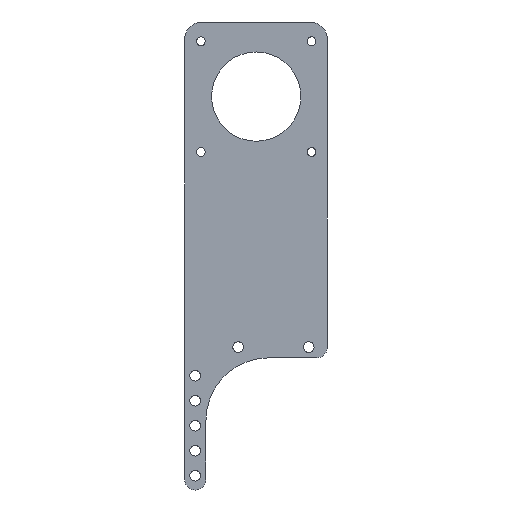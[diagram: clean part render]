
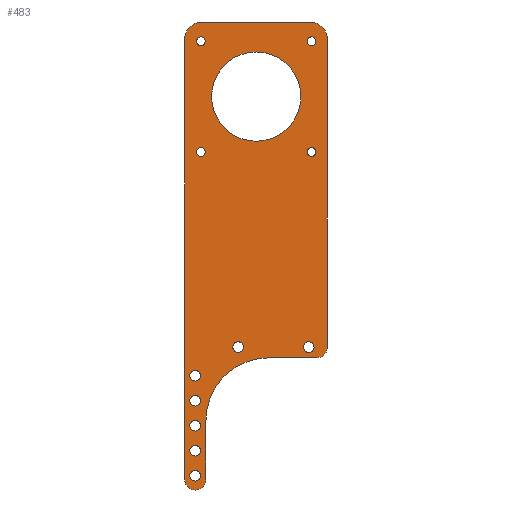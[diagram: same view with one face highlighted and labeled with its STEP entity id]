
A CAD part, front view. The second image highlights one B-rep face of the part: STEP entity #483.
In plain terms, the highlighted planar face has unit normal (0, -1, 0).
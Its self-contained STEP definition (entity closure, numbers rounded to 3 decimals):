
#44=FACE_BOUND('',#101,.T.);
#45=FACE_BOUND('',#102,.T.);
#46=FACE_BOUND('',#103,.T.);
#47=FACE_BOUND('',#104,.T.);
#48=FACE_BOUND('',#105,.T.);
#49=FACE_BOUND('',#106,.T.);
#50=FACE_BOUND('',#107,.T.);
#51=FACE_BOUND('',#108,.T.);
#52=FACE_BOUND('',#109,.T.);
#53=FACE_BOUND('',#110,.T.);
#54=FACE_BOUND('',#111,.T.);
#55=FACE_BOUND('',#112,.T.);
#64=FACE_OUTER_BOUND('',#100,.T.);
#100=EDGE_LOOP('',(#386,#387,#388,#389,#390,#391,#392,#393,#394,#395));
#101=EDGE_LOOP('',(#396));
#102=EDGE_LOOP('',(#397));
#103=EDGE_LOOP('',(#398));
#104=EDGE_LOOP('',(#399));
#105=EDGE_LOOP('',(#400));
#106=EDGE_LOOP('',(#401));
#107=EDGE_LOOP('',(#402));
#108=EDGE_LOOP('',(#403));
#109=EDGE_LOOP('',(#404));
#110=EDGE_LOOP('',(#405));
#111=EDGE_LOOP('',(#406));
#112=EDGE_LOOP('',(#407));
#136=LINE('',#779,#168);
#142=LINE('',#802,#174);
#143=LINE('',#806,#175);
#144=LINE('',#809,#176);
#145=LINE('',#810,#177);
#168=VECTOR('',#627,10.);
#174=VECTOR('',#653,10.);
#175=VECTOR('',#656,10.);
#176=VECTOR('',#659,10.);
#177=VECTOR('',#660,10.);
#209=CIRCLE('',#532,1.23);
#210=CIRCLE('',#534,1.23);
#211=CIRCLE('',#537,5.);
#212=CIRCLE('',#539,5.);
#213=CIRCLE('',#541,1.23);
#214=CIRCLE('',#543,1.23);
#215=CIRCLE('',#545,3.);
#216=CIRCLE('',#546,17.5);
#217=CIRCLE('',#547,3.);
#218=CIRCLE('',#548,1.5);
#219=CIRCLE('',#549,1.5);
#220=CIRCLE('',#550,1.5);
#221=CIRCLE('',#551,1.5);
#222=CIRCLE('',#552,1.5);
#223=CIRCLE('',#553,12.5);
#224=CIRCLE('',#554,1.5);
#225=CIRCLE('',#555,1.5);
#248=VERTEX_POINT('',#768);
#249=VERTEX_POINT('',#772);
#250=VERTEX_POINT('',#776);
#251=VERTEX_POINT('',#778);
#252=VERTEX_POINT('',#782);
#253=VERTEX_POINT('',#786);
#254=VERTEX_POINT('',#790);
#255=VERTEX_POINT('',#794);
#256=VERTEX_POINT('',#798);
#257=VERTEX_POINT('',#799);
#258=VERTEX_POINT('',#801);
#259=VERTEX_POINT('',#803);
#260=VERTEX_POINT('',#805);
#261=VERTEX_POINT('',#807);
#262=VERTEX_POINT('',#811);
#263=VERTEX_POINT('',#813);
#264=VERTEX_POINT('',#815);
#265=VERTEX_POINT('',#817);
#266=VERTEX_POINT('',#819);
#267=VERTEX_POINT('',#821);
#268=VERTEX_POINT('',#823);
#269=VERTEX_POINT('',#825);
#292=EDGE_CURVE('',#248,#248,#209,.T.);
#294=EDGE_CURVE('',#249,#249,#210,.T.);
#297=EDGE_CURVE('',#251,#250,#136,.T.);
#299=EDGE_CURVE('',#252,#251,#211,.T.);
#302=EDGE_CURVE('',#250,#253,#212,.T.);
#304=EDGE_CURVE('',#254,#254,#213,.T.);
#306=EDGE_CURVE('',#255,#255,#214,.T.);
#307=EDGE_CURVE('',#256,#257,#215,.T.);
#308=EDGE_CURVE('',#256,#258,#142,.T.);
#309=EDGE_CURVE('',#258,#259,#216,.T.);
#310=EDGE_CURVE('',#260,#259,#143,.T.);
#311=EDGE_CURVE('',#261,#260,#217,.T.);
#312=EDGE_CURVE('',#261,#252,#144,.T.);
#313=EDGE_CURVE('',#253,#257,#145,.T.);
#314=EDGE_CURVE('',#262,#262,#218,.T.);
#315=EDGE_CURVE('',#263,#263,#219,.T.);
#316=EDGE_CURVE('',#264,#264,#220,.T.);
#317=EDGE_CURVE('',#265,#265,#221,.T.);
#318=EDGE_CURVE('',#266,#266,#222,.T.);
#319=EDGE_CURVE('',#267,#267,#223,.T.);
#320=EDGE_CURVE('',#268,#268,#224,.T.);
#321=EDGE_CURVE('',#269,#269,#225,.T.);
#386=ORIENTED_EDGE('',*,*,#307,.F.);
#387=ORIENTED_EDGE('',*,*,#308,.T.);
#388=ORIENTED_EDGE('',*,*,#309,.T.);
#389=ORIENTED_EDGE('',*,*,#310,.F.);
#390=ORIENTED_EDGE('',*,*,#311,.F.);
#391=ORIENTED_EDGE('',*,*,#312,.T.);
#392=ORIENTED_EDGE('',*,*,#299,.T.);
#393=ORIENTED_EDGE('',*,*,#297,.T.);
#394=ORIENTED_EDGE('',*,*,#302,.T.);
#395=ORIENTED_EDGE('',*,*,#313,.T.);
#396=ORIENTED_EDGE('',*,*,#292,.T.);
#397=ORIENTED_EDGE('',*,*,#294,.T.);
#398=ORIENTED_EDGE('',*,*,#314,.F.);
#399=ORIENTED_EDGE('',*,*,#315,.F.);
#400=ORIENTED_EDGE('',*,*,#316,.F.);
#401=ORIENTED_EDGE('',*,*,#317,.F.);
#402=ORIENTED_EDGE('',*,*,#318,.F.);
#403=ORIENTED_EDGE('',*,*,#319,.T.);
#404=ORIENTED_EDGE('',*,*,#320,.F.);
#405=ORIENTED_EDGE('',*,*,#321,.F.);
#406=ORIENTED_EDGE('',*,*,#306,.T.);
#407=ORIENTED_EDGE('',*,*,#304,.T.);
#470=PLANE('',#544);
#483=ADVANCED_FACE('',(#64,#44,#45,#46,#47,#48,#49,#50,#51,#52,#53,#54,
#55),#470,.F.);
#532=AXIS2_PLACEMENT_3D('',#769,#616,#617);
#534=AXIS2_PLACEMENT_3D('',#773,#621,#622);
#537=AXIS2_PLACEMENT_3D('',#783,#631,#632);
#539=AXIS2_PLACEMENT_3D('',#788,#637,#638);
#541=AXIS2_PLACEMENT_3D('',#792,#642,#643);
#543=AXIS2_PLACEMENT_3D('',#796,#647,#648);
#544=AXIS2_PLACEMENT_3D('',#797,#649,#650);
#545=AXIS2_PLACEMENT_3D('',#800,#651,#652);
#546=AXIS2_PLACEMENT_3D('',#804,#654,#655);
#547=AXIS2_PLACEMENT_3D('',#808,#657,#658);
#548=AXIS2_PLACEMENT_3D('',#812,#661,#662);
#549=AXIS2_PLACEMENT_3D('',#814,#663,#664);
#550=AXIS2_PLACEMENT_3D('',#816,#665,#666);
#551=AXIS2_PLACEMENT_3D('',#818,#667,#668);
#552=AXIS2_PLACEMENT_3D('',#820,#669,#670);
#553=AXIS2_PLACEMENT_3D('',#822,#671,#672);
#554=AXIS2_PLACEMENT_3D('',#824,#673,#674);
#555=AXIS2_PLACEMENT_3D('',#826,#675,#676);
#616=DIRECTION('center_axis',(0.,1.,0.));
#617=DIRECTION('ref_axis',(-1.,0.,0.));
#621=DIRECTION('center_axis',(0.,1.,0.));
#622=DIRECTION('ref_axis',(-1.,0.,0.));
#627=DIRECTION('',(-1.,0.,0.));
#631=DIRECTION('center_axis',(0.,-1.,0.));
#632=DIRECTION('ref_axis',(0.,0.,1.));
#637=DIRECTION('center_axis',(0.,-1.,0.));
#638=DIRECTION('ref_axis',(-1.,0.,0.));
#642=DIRECTION('center_axis',(0.,1.,0.));
#643=DIRECTION('ref_axis',(-1.,0.,0.));
#647=DIRECTION('center_axis',(0.,1.,0.));
#648=DIRECTION('ref_axis',(-1.,0.,0.));
#649=DIRECTION('center_axis',(0.,1.,0.));
#650=DIRECTION('ref_axis',(-1.,0.,0.));
#651=DIRECTION('center_axis',(0.,1.,0.));
#652=DIRECTION('ref_axis',(0.707,0.,-0.707));
#653=DIRECTION('',(0.,0.,1.));
#654=DIRECTION('center_axis',(0.,1.,0.));
#655=DIRECTION('ref_axis',(-1.,0.,0.));
#656=DIRECTION('',(-1.,0.,0.));
#657=DIRECTION('center_axis',(0.,1.,0.));
#658=DIRECTION('ref_axis',(0.707,0.,-0.707));
#659=DIRECTION('',(0.,0.,1.));
#660=DIRECTION('',(0.,0.,-1.));
#661=DIRECTION('center_axis',(0.,-1.,0.));
#662=DIRECTION('ref_axis',(-1.,0.,0.));
#663=DIRECTION('center_axis',(0.,-1.,0.));
#664=DIRECTION('ref_axis',(-1.,0.,0.));
#665=DIRECTION('center_axis',(0.,-1.,0.));
#666=DIRECTION('ref_axis',(-1.,0.,0.));
#667=DIRECTION('center_axis',(0.,-1.,0.));
#668=DIRECTION('ref_axis',(-1.,0.,0.));
#669=DIRECTION('center_axis',(0.,-1.,0.));
#670=DIRECTION('ref_axis',(-1.,0.,0.));
#671=DIRECTION('center_axis',(0.,1.,0.));
#672=DIRECTION('ref_axis',(-1.,0.,0.));
#673=DIRECTION('center_axis',(0.,-1.,0.));
#674=DIRECTION('ref_axis',(-1.,0.,0.));
#675=DIRECTION('center_axis',(0.,-1.,0.));
#676=DIRECTION('ref_axis',(-1.,0.,0.));
#768=CARTESIAN_POINT('',(-49.039,34.,122.4));
#769=CARTESIAN_POINT('Origin',(-50.269,34.,122.4));
#772=CARTESIAN_POINT('',(-18.039,34.,122.4));
#773=CARTESIAN_POINT('Origin',(-19.269,34.,122.4));
#776=CARTESIAN_POINT('',(-49.829,34.,127.776));
#778=CARTESIAN_POINT('',(-19.829,34.,127.776));
#779=CARTESIAN_POINT('',(-19.829,34.,127.776));
#782=CARTESIAN_POINT('',(-14.829,34.,122.776));
#783=CARTESIAN_POINT('Origin',(-19.829,34.,122.776));
#786=CARTESIAN_POINT('',(-54.829,34.,122.776));
#788=CARTESIAN_POINT('Origin',(-49.829,34.,122.776));
#790=CARTESIAN_POINT('',(-49.039,34.,91.4));
#792=CARTESIAN_POINT('Origin',(-50.268,34.,91.4));
#794=CARTESIAN_POINT('',(-18.039,34.,91.4));
#796=CARTESIAN_POINT('Origin',(-19.268,34.,91.4));
#797=CARTESIAN_POINT('Origin',(-34.829,34.,58.776));
#798=CARTESIAN_POINT('',(-48.829,34.,-0.224));
#799=CARTESIAN_POINT('',(-54.829,34.,-0.224));
#800=CARTESIAN_POINT('Origin',(-51.829,34.,-0.224));
#801=CARTESIAN_POINT('',(-48.829,34.,16.276));
#802=CARTESIAN_POINT('',(-48.829,34.,-3.224));
#803=CARTESIAN_POINT('',(-31.329,34.,33.776));
#804=CARTESIAN_POINT('Origin',(-31.329,34.,16.276));
#805=CARTESIAN_POINT('',(-17.829,34.,33.776));
#806=CARTESIAN_POINT('',(-14.829,34.,33.776));
#807=CARTESIAN_POINT('',(-14.829,34.,36.776));
#808=CARTESIAN_POINT('Origin',(-17.829,34.,36.776));
#809=CARTESIAN_POINT('',(-14.829,34.,115.776));
#810=CARTESIAN_POINT('',(-54.829,34.,39.776));
#811=CARTESIAN_POINT('',(-50.329,34.,14.776));
#812=CARTESIAN_POINT('Origin',(-51.829,34.,14.776));
#813=CARTESIAN_POINT('',(-18.579,34.,36.776));
#814=CARTESIAN_POINT('Origin',(-20.079,34.,36.776));
#815=CARTESIAN_POINT('',(-50.329,34.,28.776));
#816=CARTESIAN_POINT('Origin',(-51.829,34.,28.776));
#817=CARTESIAN_POINT('',(-50.329,34.,21.776));
#818=CARTESIAN_POINT('Origin',(-51.829,34.,21.776));
#819=CARTESIAN_POINT('',(-50.329,34.,7.776));
#820=CARTESIAN_POINT('Origin',(-51.829,34.,7.776));
#821=CARTESIAN_POINT('',(-22.269,34.,106.9));
#822=CARTESIAN_POINT('Origin',(-34.769,34.,106.9));
#823=CARTESIAN_POINT('',(-50.329,34.,0.776));
#824=CARTESIAN_POINT('Origin',(-51.829,34.,0.776));
#825=CARTESIAN_POINT('',(-38.329,34.,36.776));
#826=CARTESIAN_POINT('Origin',(-39.829,34.,36.776));
